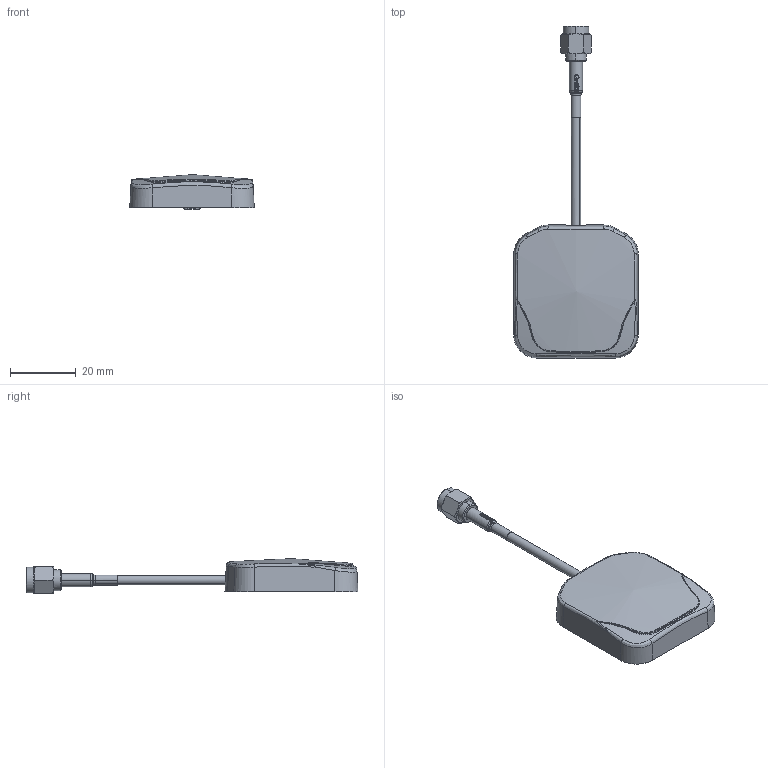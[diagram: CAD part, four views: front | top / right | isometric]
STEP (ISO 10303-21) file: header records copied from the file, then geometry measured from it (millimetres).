
FILE_DESCRIPTION (( 'STEP AP214' ), '1' );
FILE_NAME ('AA.162.301111_Web.STEP', '2022-03-14T14:15:44', ( '' ), ( '' ), 'SwSTEP 2.0', 'SolidWorks 2018', '' );
FILE_SCHEMA (( 'AUTOMOTIVE_DESIGN' ));
Length unit declared in the file: millimetre
Products named in the file (1): AA.162.301111_Web
Bounding box: 37.8 x 100.81 x 10.52 mm (x, y, z)
Surface area: 6112.9 mm2 (no closed solid volume)
Topology: 0 solids, 8 shells, 310 faces, 1397 edges, 1187 vertices
Faces by surface type: plane 160, bspline 88, cylinder 43, torus 10, cone 9
Entity records: 28624 total; most frequent: CARTESIAN_POINT 18473, ORIENTED_EDGE 2524, EDGE_CURVE 1395, B_SPLINE_CURVE_WITH_KNOTS 1357, VERTEX_POINT 1187, DIRECTION 446, EDGE_LOOP 426, ADVANCED_FACE 310
